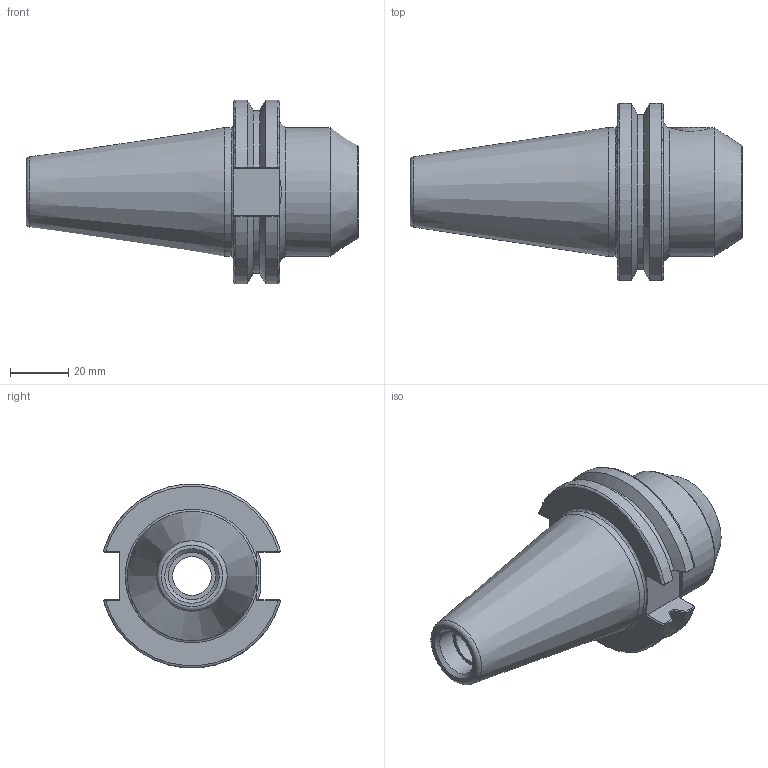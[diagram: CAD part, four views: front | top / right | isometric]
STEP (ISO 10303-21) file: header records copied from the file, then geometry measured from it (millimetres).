
FILE_DESCRIPTION(/* description */ (''),/* implementation_level */ '2;1');
FILE_NAME(/* name */ 'CAT40-EM1.0-1.75-REV1.stp',/* time_stamp */ '2016-04-11T21:02:46-05:00',/* author */ ('Me'),/* organization */ (''),/* preprocessor_version */ 'ST-DEVELOPER v15.6',/* originating_system */ 'Autodesk Inventor 2015',/* authorisation */ '');
FILE_SCHEMA (('AUTOMOTIVE_DESIGN { 1 0 10303 214 3 1 1 }'));
Length unit declared in the file: inch
Products named in the file (1): CAT40-EM1.0-1.75-REV1
Bounding box: 114.43 x 61.14 x 63.26 mm (x, y, z)
Volume: 106174.5 mm3; surface area: 27347.9 mm2
Topology: 1 solids, 1 shells, 107 faces, 271 edges, 171 vertices
Faces by surface type: plane 47, bspline 24, cylinder 19, cone 9, torus 8
Full cylindrical faces by diameter (mm): 11.112 x1, 13.386 x1, 16.256 x1, 25.4 x1, 44.45 x2
Entity records: 4185 total; most frequent: CARTESIAN_POINT 1783, ORIENTED_EDGE 508, DIRECTION 378, EDGE_CURVE 254, VERTEX_POINT 168, AXIS2_PLACEMENT_3D 133, EDGE_LOOP 128, LINE 112
